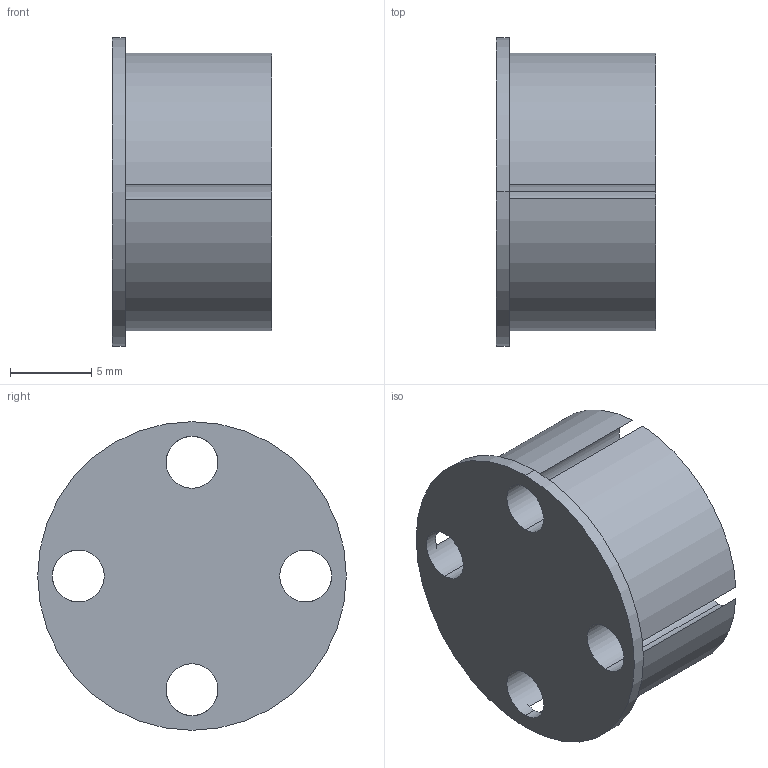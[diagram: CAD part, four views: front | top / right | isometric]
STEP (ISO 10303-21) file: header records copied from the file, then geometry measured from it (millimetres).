
FILE_DESCRIPTION (( 'STEP AP214' ), '1' );
FILE_NAME ('SAM_hub_wrist.STEP', '2025-01-01T01:50:43', ( '' ), ( '' ), 'SwSTEP 2.0', 'SolidWorks 2023', '' );
FILE_SCHEMA (( 'AUTOMOTIVE_DESIGN' ));
Length unit declared in the file: millimetre
Products named in the file (1): SAM_hub_wrist
Bounding box: 9.8 x 19 x 19 mm (x, y, z)
Volume: 1917.7 mm3; surface area: 1402.9 mm2
Topology: 1 solids, 1 shells, 22 faces, 64 edges, 42 vertices
Faces by surface type: cylinder 16, plane 4, cone 2
Entity records: 793 total; most frequent: DIRECTION 152, CARTESIAN_POINT 129, ORIENTED_EDGE 128, AXIS2_PLACEMENT_3D 65, EDGE_CURVE 64, CIRCLE 42, VERTEX_POINT 42, EDGE_LOOP 28
